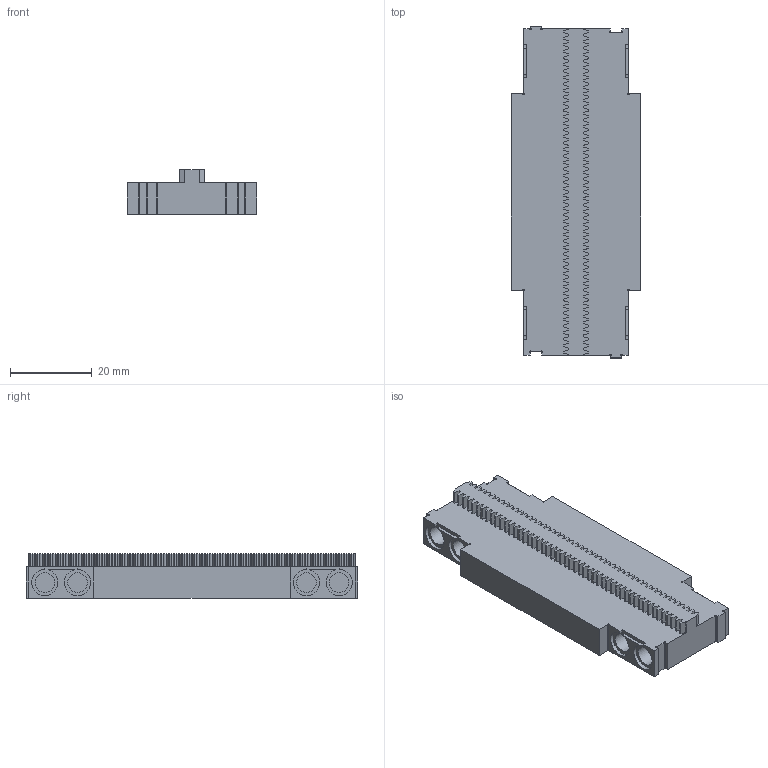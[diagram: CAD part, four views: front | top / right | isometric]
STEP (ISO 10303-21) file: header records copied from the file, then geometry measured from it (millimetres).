
FILE_DESCRIPTION(('Open CASCADE Model'),'2;1');
FILE_NAME('Open CASCADE Shape Model','2024-11-11T21:28:37',('Author'),( 'Open CASCADE'),'Open CASCADE STEP processor 7.7','Open CASCADE 7.7' ,'Unknown');
FILE_SCHEMA(('AUTOMOTIVE_DESIGN { 1 0 10303 214 1 1 1 1 }'));
Length unit declared in the file: millimetre
Products named in the file (1): Open CASCADE STEP translator 7.7 10
Bounding box: 31.8 x 81.2 x 11 mm (x, y, z)
Volume: 16955.7 mm3; surface area: 9347.6 mm2
Topology: 1 solids, 1 shells, 556 faces, 1636 edges, 1088 vertices
Faces by surface type: plane 516, cylinder 40
Full cylindrical faces by diameter (mm): 4.8 x8
Entity records: 39638 total; most frequent: CARTESIAN_POINT 6841, DIRECTION 6062, LINE 4732, VECTOR 4732, ORIENTED_EDGE 3272, PCURVE 3272, DEFINITIONAL_REPRESENTATION 3272, EDGE_CURVE 1636
